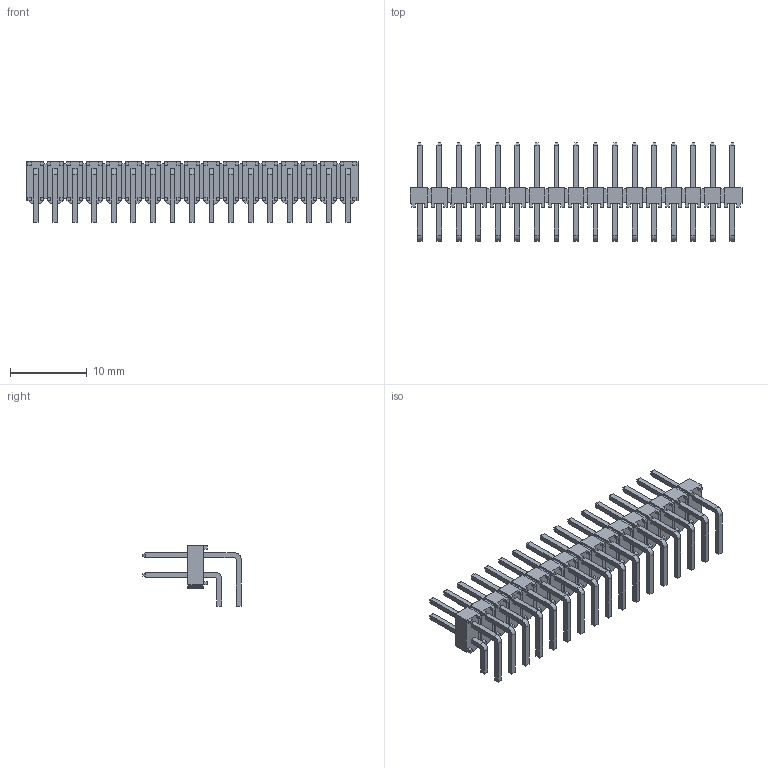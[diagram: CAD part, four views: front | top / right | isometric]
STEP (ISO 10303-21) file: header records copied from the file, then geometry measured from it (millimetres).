
FILE_DESCRIPTION(/* description */ (''),/* implementation_level */ '2;1');
FILE_NAME(/* name */ 'SAMTEC_TSW-117-08-L-D-RA.stp',/* time_stamp */ '2017-07-13T10:48:10+02:00',/* author */ ('jchouvet'),/* organization */ (''),/* preprocessor_version */ 'ST-DEVELOPER v16.1',/* originating_system */ 'AutoCAD Mechanical',/* authorisation */ ' ');
FILE_SCHEMA (('AUTOMOTIVE_DESIGN { 1 0 10303 214 3 1 1 }'));
Length unit declared in the file: millimetre
Products named in the file (1): Product
Bounding box: 43.18 x 12.76 x 7.85 mm (x, y, z)
Volume: 651.2 mm3; surface area: 2318 mm2
Topology: 85 solids, 85 shells, 1203 faces, 2832 edges, 1815 vertices
Faces by surface type: plane 1135, cylinder 68
Entity records: 33552 total; most frequent: CARTESIAN_POINT 5851, ORIENTED_EDGE 5664, DIRECTION 5376, EDGE_CURVE 2832, LINE 2696, VECTOR 2696, VERTEX_POINT 1815, AXIS2_PLACEMENT_3D 1340
